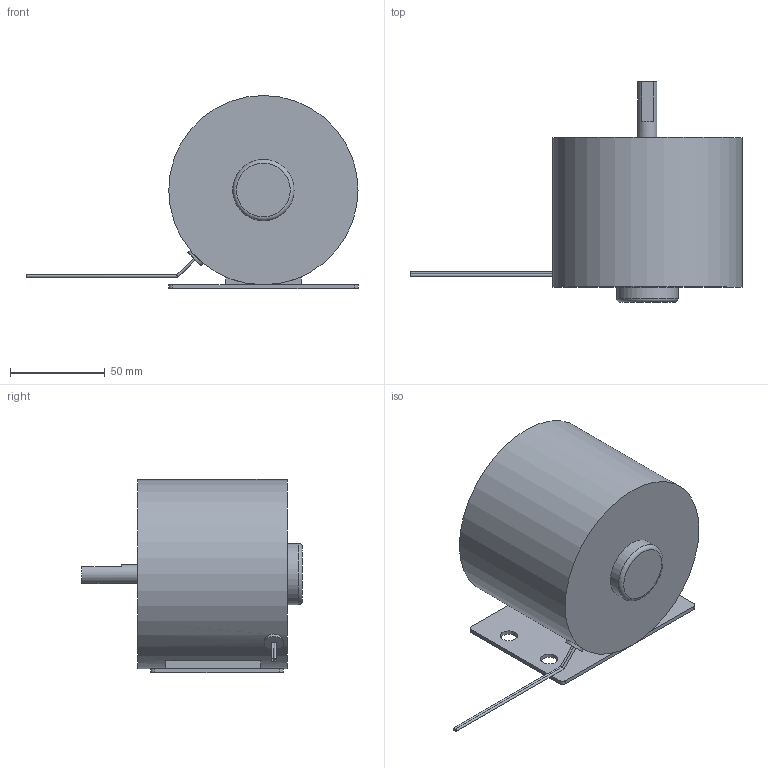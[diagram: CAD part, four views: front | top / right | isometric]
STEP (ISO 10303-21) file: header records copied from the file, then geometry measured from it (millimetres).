
FILE_DESCRIPTION( ( 'Unknown' ), '1' );
FILE_NAME( 'D10079.stp', 'Unknown', ( 'Unknown' ), ( 'Unknown' ), 'PSStep 17.0.49', 'Unknown', ' ' );
FILE_SCHEMA( ( 'AUTOMOTIVE_DESIGN { 1 0 10303 214 1 1 1 1 }' ) );
Length unit declared in the file: millimetre
Products named in the file (1): 1
Bounding box: 175.42 x 116.5 x 102 mm (x, y, z)
Volume: 646220 mm3; surface area: 53727.7 mm2
Topology: 1 solids, 1 shells, 75 faces, 184 edges, 123 vertices
Faces by surface type: plane 52, cylinder 20, torus 3
Full cylindrical faces by diameter (mm): 1.3 x4, 5 x2, 6 x2, 9 x4, 10 x2, 32.4 x1, 100 x1
Entity records: 2760 total; most frequent: CARTESIAN_POINT 425, DIRECTION 356, ORIENTED_EDGE 316, EDGE_CURVE 158, AXIS2_PLACEMENT_3D 123, VERTEX_POINT 116, EDGE_LOOP 114, LINE 110
